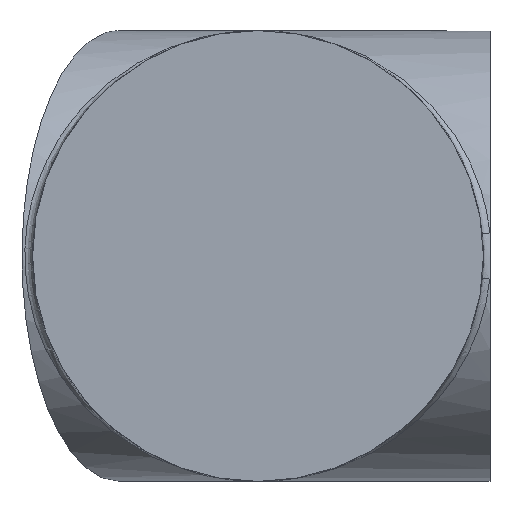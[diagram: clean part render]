
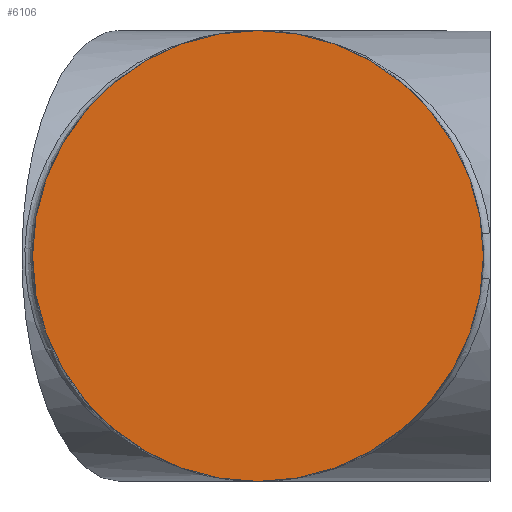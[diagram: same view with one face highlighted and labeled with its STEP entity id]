
A CAD part, front view. The second image highlights one B-rep face of the part: STEP entity #6106.
In plain terms, the highlighted planar face has unit normal (0, -1, 0).
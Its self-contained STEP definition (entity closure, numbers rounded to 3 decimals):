
#119=PLANE('',#6679);
#1143=FACE_OUTER_BOUND('',#1557,.T.);
#1557=EDGE_LOOP('',(#5676,#5677));
#2255=CIRCLE('',#6631,58.);
#2256=CIRCLE('',#6632,58.);
#2801=VERTEX_POINT('',#23055);
#2802=VERTEX_POINT('',#23057);
#3702=EDGE_CURVE('',#2802,#2801,#2255,.T.);
#3703=EDGE_CURVE('',#2801,#2802,#2256,.T.);
#5676=ORIENTED_EDGE('',*,*,#3702,.T.);
#5677=ORIENTED_EDGE('',*,*,#3703,.T.);
#6106=ADVANCED_FACE('',(#1143),#119,.T.);
#6631=AXIS2_PLACEMENT_3D('',#23058,#7711,#7712);
#6632=AXIS2_PLACEMENT_3D('',#23059,#7713,#7714);
#6679=AXIS2_PLACEMENT_3D('',#26259,#7811,#7812);
#7711=DIRECTION('center_axis',(0.,-1.,0.));
#7712=DIRECTION('ref_axis',(0.,0.,
-1.));
#7713=DIRECTION('center_axis',(0.,-1.,0.));
#7714=DIRECTION('ref_axis',(0.,0.,
-1.));
#7811=DIRECTION('center_axis',(0.,-1.,0.));
#7812=DIRECTION('ref_axis',(0.,0.,-1.));
#23055=CARTESIAN_POINT('',(0.,-66.3,-58.));
#23057=CARTESIAN_POINT('',(0.,-66.3,58.));
#23058=CARTESIAN_POINT('Origin',(0.,-66.3,0.));
#23059=CARTESIAN_POINT('Origin',(0.,-66.3,0.));
#26259=CARTESIAN_POINT('Origin',(0.,-66.3,0.));
